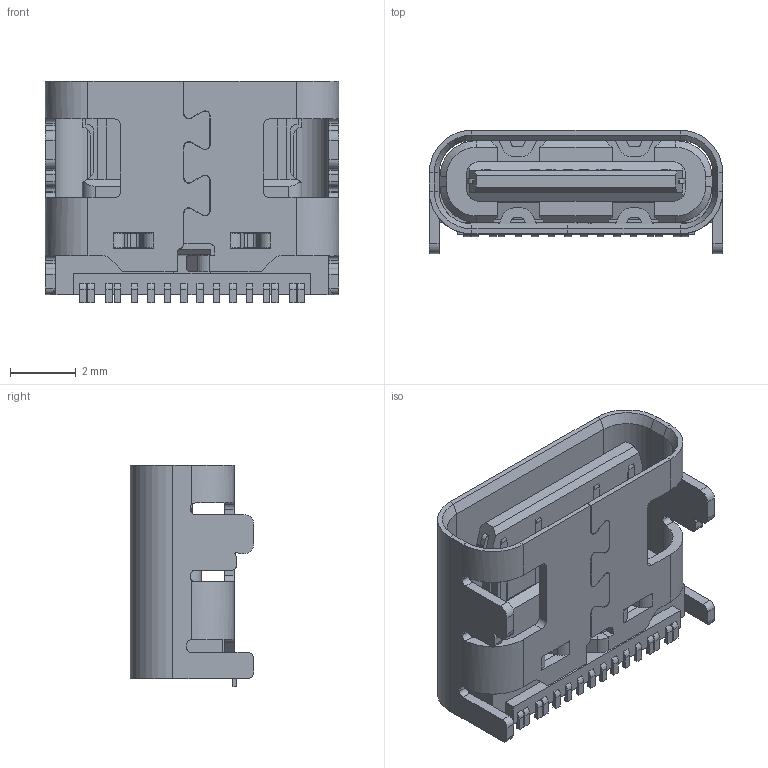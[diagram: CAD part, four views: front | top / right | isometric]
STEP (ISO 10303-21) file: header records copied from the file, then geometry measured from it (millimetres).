
FILE_DESCRIPTION (( 'STEP AP214' ), '1' );
FILE_NAME ('2171790001.STEP', '2023-11-14T12:42:26', ( '' ), ( '' ), 'SwSTEP 2.0', 'SolidWorks 2021', '' );
FILE_SCHEMA (( 'AUTOMOTIVE_DESIGN' ));
Length unit declared in the file: millimetre
Products named in the file (2): 2171790001; 2171790001_2171790001
Assembly tree (1 placements, depth 2):
  2171790001
    2171790001_2171790001
Bounding box: 8.94 x 3.76 x 6.75 mm (x, y, z)
Volume: 95.2 mm3; surface area: 454.1 mm2
Topology: 38 solids, 38 shells, 797 faces, 2104 edges, 1371 vertices
Faces by surface type: plane 566, cylinder 221, cone 10
Entity records: 25420 total; most frequent: CARTESIAN_POINT 5081, ORIENTED_EDGE 4208, DIRECTION 4016, EDGE_CURVE 2104, VECTOR 1598, LINE 1598, VERTEX_POINT 1371, AXIS2_PLACEMENT_3D 1209
